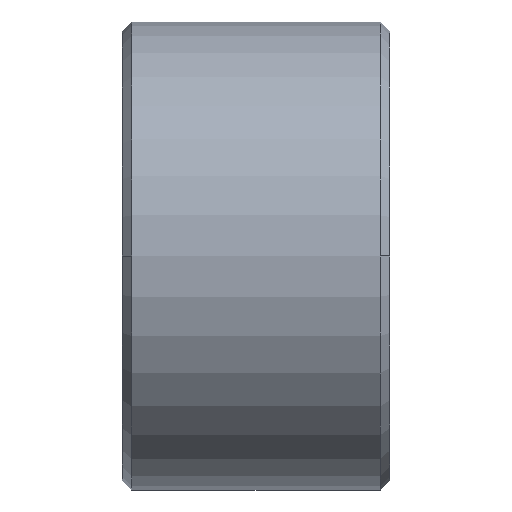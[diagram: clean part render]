
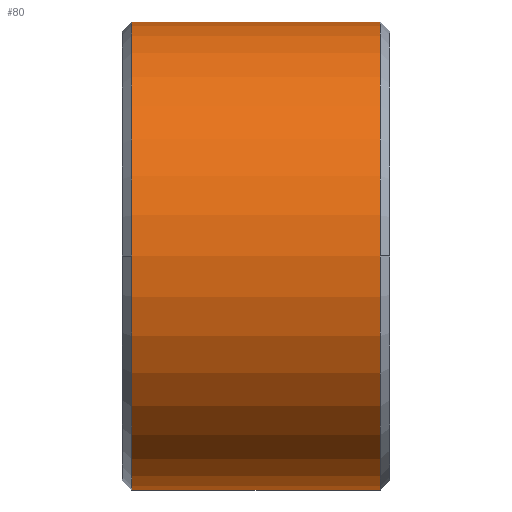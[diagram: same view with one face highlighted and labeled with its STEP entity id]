
A CAD part, front view. The second image highlights one B-rep face of the part: STEP entity #80.
In plain terms, the highlighted cylindrical face has radius 17.5 mm (diameter 35 mm), a partial arc.
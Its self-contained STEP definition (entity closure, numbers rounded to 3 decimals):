
#80=ADVANCED_FACE('',(#159),#160,.T.);
#159=FACE_OUTER_BOUND('',#230,.T.);
#160=CYLINDRICAL_SURFACE('',#231,17.5);
#230=EDGE_LOOP('',(#387,#388,#389,#390,#391,#392));
#231=AXIS2_PLACEMENT_3D('',#393,#394,#395);
#387=ORIENTED_EDGE('',*,*,#416,.T.);
#388=ORIENTED_EDGE('',*,*,#460,.T.);
#389=ORIENTED_EDGE('',*,*,#464,.T.);
#390=ORIENTED_EDGE('',*,*,#418,.T.);
#391=ORIENTED_EDGE('',*,*,#423,.T.);
#392=ORIENTED_EDGE('',*,*,#407,.T.);
#393=CARTESIAN_POINT('',(10.0,0.0,0.0));
#394=DIRECTION('',(1.0,0.0,0.0));
#395=DIRECTION('',(0.0,0.0,-1.0));
#407=EDGE_CURVE('',#474,#472,#475,.T.);
#416=EDGE_CURVE('',#472,#489,#490,.T.);
#418=EDGE_CURVE('',#493,#491,#494,.T.);
#423=EDGE_CURVE('',#491,#474,#500,.T.);
#460=EDGE_CURVE('',#489,#550,#552,.T.);
#464=EDGE_CURVE('',#550,#493,#556,.T.);
#472=VERTEX_POINT('',#565);
#474=VERTEX_POINT('',#567);
#475=CIRCLE('',#568,17.5);
#489=VERTEX_POINT('',#583);
#490=LINE('',#584,#585);
#491=VERTEX_POINT('',#586);
#493=VERTEX_POINT('',#588);
#494=LINE('',#589,#590);
#500=CIRCLE('',#596,17.5);
#550=VERTEX_POINT('',#653);
#552=CIRCLE('',#656,17.5);
#556=CIRCLE('',#660,17.5);
#565=CARTESIAN_POINT('',(0.7,0.,-17.5));
#567=CARTESIAN_POINT('',(0.7,-17.5,0.));
#568=AXIS2_PLACEMENT_3D('',#668,#669,#670);
#583=CARTESIAN_POINT('',(19.3,0.,-17.5));
#584=CARTESIAN_POINT('',(10.0,0.,-17.5));
#585=VECTOR('',#687,1.0);
#586=CARTESIAN_POINT('',(0.7,0.,17.5));
#588=CARTESIAN_POINT('',(19.3,0.,17.5));
#589=CARTESIAN_POINT('',(10.0,0.,17.5));
#590=VECTOR('',#691,1.0);
#596=AXIS2_PLACEMENT_3D('',#701,#702,#703);
#653=CARTESIAN_POINT('',(19.3,-17.5,0.));
#656=AXIS2_PLACEMENT_3D('',#763,#764,#765);
#660=AXIS2_PLACEMENT_3D('',#769,#770,#771);
#668=CARTESIAN_POINT('',(0.7,0.0,0.0));
#669=DIRECTION('',(1.0,0.0,0.));
#670=DIRECTION('',(0.,0.0,-1.0));
#687=DIRECTION('',(1.0,0.0,0.0));
#691=DIRECTION('',(-1.0,-0.0,-0.0));
#701=CARTESIAN_POINT('',(0.7,0.0,0.0));
#702=DIRECTION('',(1.0,0.0,0.));
#703=DIRECTION('',(0.,0.0,-1.0));
#763=CARTESIAN_POINT('',(19.3,0.0,0.0));
#764=DIRECTION('',(-1.0,0.0,0.));
#765=DIRECTION('',(0.,0.0,-1.0));
#769=CARTESIAN_POINT('',(19.3,0.0,0.0));
#770=DIRECTION('',(-1.0,0.0,0.));
#771=DIRECTION('',(0.,0.0,-1.0));
